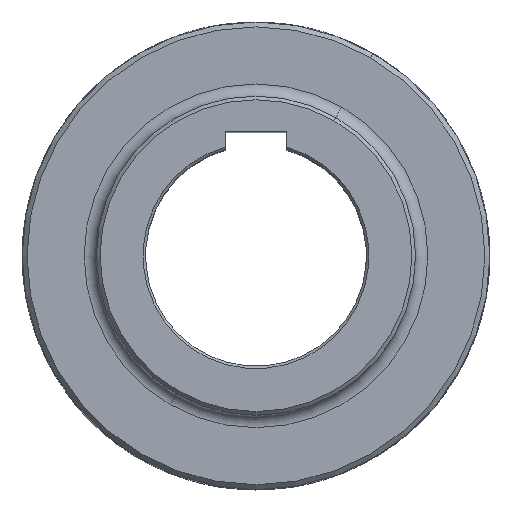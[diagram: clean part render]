
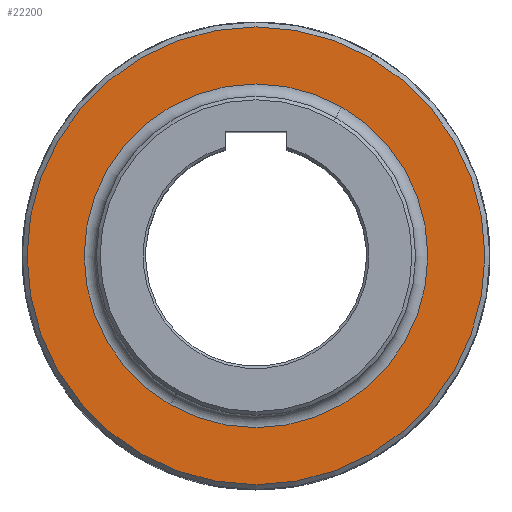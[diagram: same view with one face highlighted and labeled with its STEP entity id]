
A CAD part, top view. The second image highlights one B-rep face of the part: STEP entity #22200.
In plain terms, the highlighted planar face has unit normal (0, 0, 1).
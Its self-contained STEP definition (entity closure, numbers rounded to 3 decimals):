
#7626=CARTESIAN_POINT('',(0.,0.,40.));
#7627=DIRECTION('',(0.,0.,1.));
#7628=DIRECTION('',(0.5,0.866,0.));
#7629=AXIS2_PLACEMENT_3D('',#7626,#7627,#7628);
#7631=CARTESIAN_POINT('',(0.,0.,40.));
#7632=DIRECTION('',(0.,0.,-1.));
#7633=DIRECTION('',(0.5,0.866,0.));
#7634=AXIS2_PLACEMENT_3D('',#7631,#7632,#7633);
#7646=CARTESIAN_POINT('',(0.,0.,40.));
#7647=DIRECTION('',(0.,0.,-1.));
#7648=DIRECTION('',(-0.5,-0.866,0.));
#7649=AXIS2_PLACEMENT_3D('',#7646,#7647,#7648);
#7666=CARTESIAN_POINT('',(0.,0.,40.));
#7667=DIRECTION('',(0.,0.,1.));
#7668=DIRECTION('',(-0.5,-0.866,0.));
#7669=AXIS2_PLACEMENT_3D('',#7666,#7667,#7668);
#8901=CARTESIAN_POINT('',(-35.,-60.622,40.));
#8902=VERTEX_POINT('',#8901);
#8903=CARTESIAN_POINT('',(35.,60.622,40.));
#8904=VERTEX_POINT('',#8903);
#8909=CARTESIAN_POINT('',(-46.625,-80.757,40.));
#8910=VERTEX_POINT('',#8909);
#8911=CARTESIAN_POINT('',(46.625,80.757,40.));
#8912=VERTEX_POINT('',#8911);
#22185=CARTESIAN_POINT('',(0.,0.,40.));
#22186=DIRECTION('',(0.,0.,-1.));
#22187=DIRECTION('',(0.,-1.,0.));
#22188=AXIS2_PLACEMENT_3D('',#22185,#22186,#22187);
#22189=PLANE('',#22188);
#22190=ORIENTED_EDGE('',*,*,#22167,.F.);
#22191=ORIENTED_EDGE('',*,*,#22178,.T.);
#22192=EDGE_LOOP('',(#22190,#22191));
#22193=FACE_OUTER_BOUND('',#22192,.F.);
#22195=ORIENTED_EDGE('',*,*,#22194,.F.);
#22197=ORIENTED_EDGE('',*,*,#22196,.T.);
#22198=EDGE_LOOP('',(#22195,#22197));
#22199=FACE_BOUND('',#22198,.F.);
#22200=ADVANCED_FACE('',(#22193,#22199),#22189,.F.);
#7630=CIRCLE('',#7629,93.25);
#7635=CIRCLE('',#7634,93.25);
#7650=CIRCLE('',#7649,70.);
#7670=CIRCLE('',#7669,70.);
#22167=EDGE_CURVE('',#8912,#8910,#7630,.T.);
#22178=EDGE_CURVE('',#8912,#8910,#7635,.T.);
#22194=EDGE_CURVE('',#8902,#8904,#7650,.T.);
#22196=EDGE_CURVE('',#8902,#8904,#7670,.T.);
